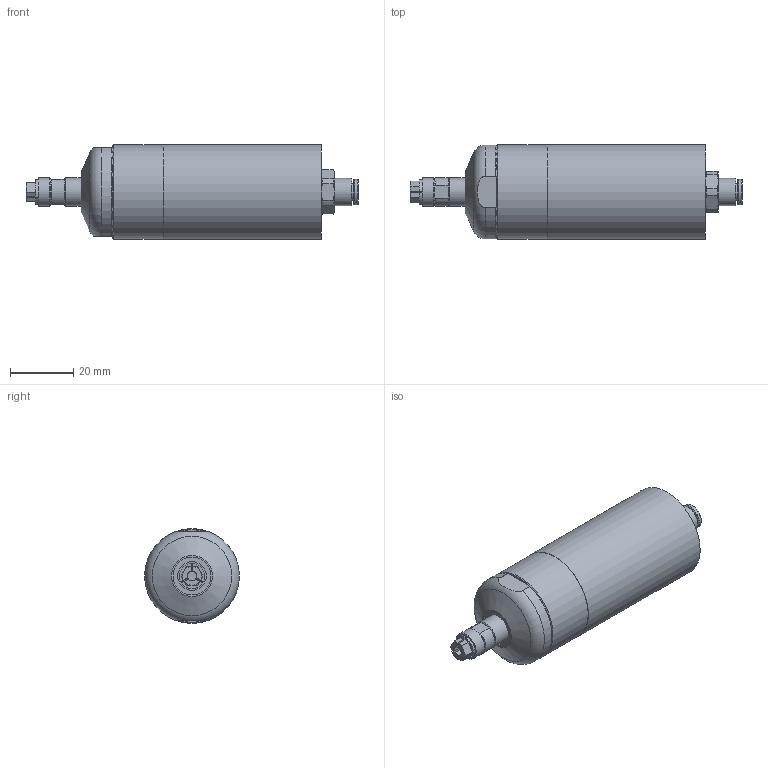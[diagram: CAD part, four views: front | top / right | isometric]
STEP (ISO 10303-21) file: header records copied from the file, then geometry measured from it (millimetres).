
FILE_DESCRIPTION(/* description */ (''),/* implementation_level */ '2;1');
FILE_NAME(/* name */ 'PGTS 1-1000 RS_P29924617.stp',/* time_stamp */ '2022-04-12T16:00:42+02:00',/* author */ ('IBasyouni'),/* organization */ (''),/* preprocessor_version */ 'ST-DEVELOPER v18.1',/* originating_system */ 'Autodesk Inventor 2021',/* authorisation */ '');
FILE_SCHEMA (('AUTOMOTIVE_DESIGN { 1 0 10303 214 3 1 1 }'));
Length unit declared in the file: millimetre
Products named in the file (1): PGTS 1-1000 RS_P29924617
Bounding box: 105.01 x 30 x 30 mm (x, y, z)
Volume: 53560.2 mm3; surface area: 9873.5 mm2
Topology: 1 solids, 2 shells, 140 faces, 341 edges, 215 vertices
Faces by surface type: plane 61, cone 43, cylinder 33, torus 3
Full cylindrical faces by diameter (mm): 2.5 x2, 3 x1, 3.1 x1, 4 x1, 4.459 x1, 5.2 x1, 8.1 x1, 8.565 x1, 8.566 x1, 8.6 x1, 9 x2, 12 x1, 23.917 x1, 29.8 x1, 30 x1
Entity records: 4300 total; most frequent: CARTESIAN_POINT 918, ORIENTED_EDGE 676, DIRECTION 663, EDGE_CURVE 338, AXIS2_PLACEMENT_3D 270, VERTEX_POINT 215, EDGE_LOOP 155, FACE_OUTER_BOUND 140
